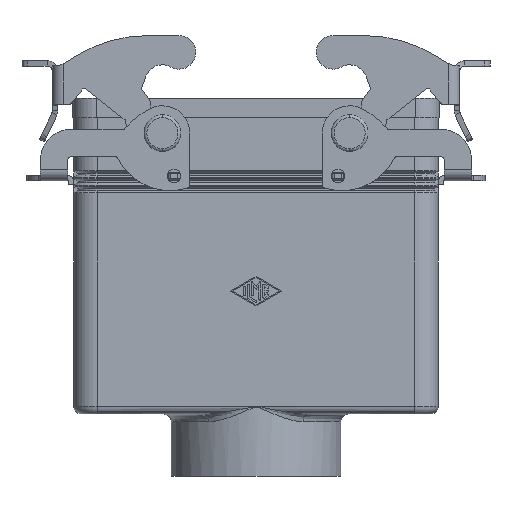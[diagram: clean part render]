
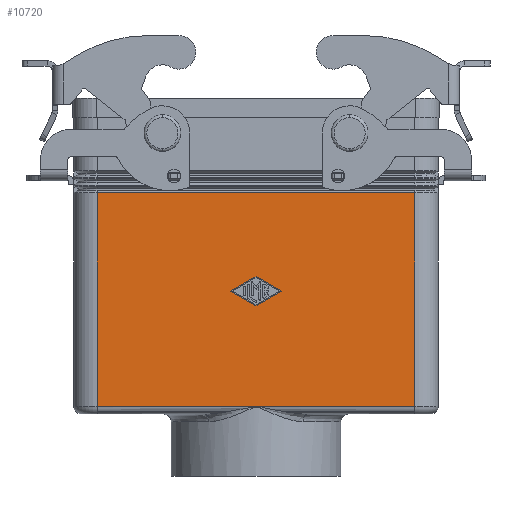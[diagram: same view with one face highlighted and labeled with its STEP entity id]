
A CAD part, front view. The second image highlights one B-rep face of the part: STEP entity #10720.
In plain terms, the highlighted planar face has unit normal (0, -1, 0).
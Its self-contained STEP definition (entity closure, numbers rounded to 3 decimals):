
#9910=CARTESIAN_POINT('',(-30.5,-21.75,-40.5));
#9911=VERTEX_POINT('',#9910);
#9918=CARTESIAN_POINT('',(-24.,-21.75,-44.249));
#9919=VERTEX_POINT('',#9918);
#9920=CARTESIAN_POINT('',(-24.,-21.75,-44.249));
#9921=DIRECTION('',(-0.866,0.0,0.5));
#9922=VECTOR('',#9921,7.504);
#9923=LINE('',#9920,#9922);
#9924=EDGE_CURVE('',#9919,#9911,#9923,.T.);
#9949=CARTESIAN_POINT('',(-17.5,-21.75,-40.5));
#9950=VERTEX_POINT('',#9949);
#9951=CARTESIAN_POINT('',(-17.5,-21.75,-40.5));
#9952=DIRECTION('',(-0.866,0.0,-0.5));
#9953=VECTOR('',#9952,7.504);
#9954=LINE('',#9951,#9953);
#9955=EDGE_CURVE('',#9950,#9919,#9954,.T.);
#9980=CARTESIAN_POINT('',(-24.,-21.75,-36.751));
#9981=VERTEX_POINT('',#9980);
#9982=CARTESIAN_POINT('',(-24.,-21.75,-36.751));
#9983=DIRECTION('',(0.866,0.0,-0.5));
#9984=VECTOR('',#9983,7.504);
#9985=LINE('',#9982,#9984);
#9986=EDGE_CURVE('',#9981,#9950,#9985,.T.);
#10009=CARTESIAN_POINT('',(-30.5,-21.75,-40.5));
#10010=DIRECTION('',(0.866,0.0,0.5));
#10011=VECTOR('',#10010,7.504);
#10012=LINE('',#10009,#10011);
#10013=EDGE_CURVE('',#9911,#9981,#10012,.T.);
#10675=CARTESIAN_POINT('',(-64.75,-21.75,9.0));
#10676=DIRECTION('',(0.0,-1.0,0.0));
#10677=DIRECTION('',(0.0,0.0,-1.0));
#10678=AXIS2_PLACEMENT_3D('',#10675,#10676,#10677);
#10679=PLANE('',#10678);
#10680=CARTESIAN_POINT('',(16.75,-21.75,-15.327));
#10681=VERTEX_POINT('',#10680);
#10682=CARTESIAN_POINT('',(-64.75,-21.75,-15.327));
#10683=VERTEX_POINT('',#10682);
#10684=CARTESIAN_POINT('',(16.75,-21.75,-15.327));
#10685=DIRECTION('',(-1.0,0.0,0.0));
#10686=VECTOR('',#10685,81.5);
#10687=LINE('',#10684,#10686);
#10688=EDGE_CURVE('',#10681,#10683,#10687,.T.);
#10689=ORIENTED_EDGE('',*,*,#10688,.T.);
#10690=CARTESIAN_POINT('',(-64.75,-21.75,-70.));
#10691=VERTEX_POINT('',#10690);
#10692=CARTESIAN_POINT('',(-64.75,-21.75,-15.327));
#10693=DIRECTION('',(0.0,0.0,-1.0));
#10694=VECTOR('',#10693,54.673);
#10695=LINE('',#10692,#10694);
#10696=EDGE_CURVE('',#10683,#10691,#10695,.T.);
#10697=ORIENTED_EDGE('',*,*,#10696,.T.);
#10698=CARTESIAN_POINT('',(16.75,-21.75,-70.));
#10699=VERTEX_POINT('',#10698);
#10700=CARTESIAN_POINT('',(16.75,-21.75,-70.));
#10701=DIRECTION('',(-1.0,0.0,0.0));
#10702=VECTOR('',#10701,81.5);
#10703=LINE('',#10700,#10702);
#10704=EDGE_CURVE('',#10699,#10691,#10703,.T.);
#10705=ORIENTED_EDGE('',*,*,#10704,.F.);
#10706=CARTESIAN_POINT('',(16.75,-21.75,-15.327));
#10707=DIRECTION('',(0.0,0.0,-1.0));
#10708=VECTOR('',#10707,54.673);
#10709=LINE('',#10706,#10708);
#10710=EDGE_CURVE('',#10681,#10699,#10709,.T.);
#10711=ORIENTED_EDGE('',*,*,#10710,.F.);
#10712=EDGE_LOOP('',(#10689,#10697,#10705,#10711));
#10713=FACE_OUTER_BOUND('',#10712,.T.);
#10714=ORIENTED_EDGE('',*,*,#9924,.T.);
#10715=ORIENTED_EDGE('',*,*,#10013,.T.);
#10716=ORIENTED_EDGE('',*,*,#9986,.T.);
#10717=ORIENTED_EDGE('',*,*,#9955,.T.);
#10718=EDGE_LOOP('',(#10714,#10715,#10716,#10717));
#10719=FACE_BOUND('',#10718,.T.);
#10720=ADVANCED_FACE('',(#10713,#10719),#10679,.T.);
